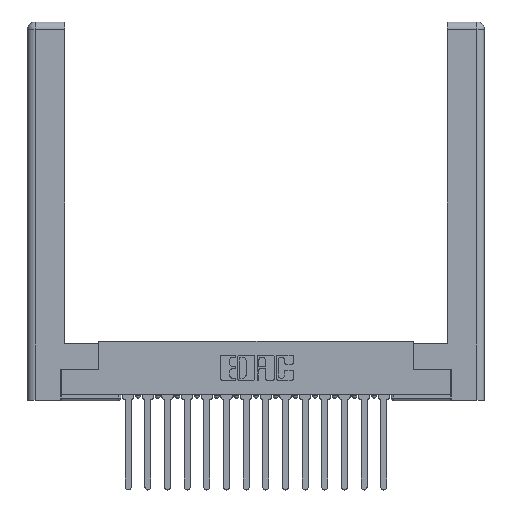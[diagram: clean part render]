
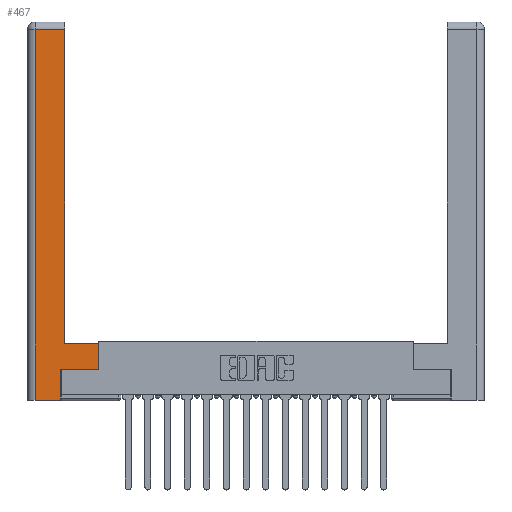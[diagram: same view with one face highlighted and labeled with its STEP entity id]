
A CAD part, top view. The second image highlights one B-rep face of the part: STEP entity #467.
In plain terms, the highlighted planar face has unit normal (0, 0, 1).
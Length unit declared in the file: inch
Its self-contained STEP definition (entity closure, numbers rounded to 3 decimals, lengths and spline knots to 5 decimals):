
#467 = ADVANCED_FACE ( 'NONE', ( #11518 ), #16761, .F. ) ;
#869 = VECTOR ( 'NONE', #6979, 39.37008 ) ;
#1947 = ORIENTED_EDGE ( 'NONE', *, *, #3732, .T. ) ;
#1980 = EDGE_CURVE ( 'NONE', #14034, #2905, #16359, .T. ) ;
#1988 = CARTESIAN_POINT ( 'NONE',  ( 0.265, 0., 0. ) ) ;
#2629 = CARTESIAN_POINT ( 'NONE',  ( 0.295, 0.45, 0. ) ) ;
#2634 = ORIENTED_EDGE ( 'NONE', *, *, #1980, .T. ) ;
#2845 = LINE ( 'NONE', #4206, #5725 ) ;
#2905 = VERTEX_POINT ( 'NONE', #3092 ) ;
#3092 = CARTESIAN_POINT ( 'NONE',  ( 0.265, 0., 0. ) ) ;
#3171 = CARTESIAN_POINT ( 'NONE',  ( 0.265, 0.245, 0. ) ) ;
#3732 = EDGE_CURVE ( 'NONE', #15119, #11622, #14276, .T. ) ;
#3771 = DIRECTION ( 'NONE',  ( 1., 0., 0. ) ) ;
#4206 = CARTESIAN_POINT ( 'NONE',  ( 0.565, 0.45, 0. ) ) ;
#4249 = ORIENTED_EDGE ( 'NONE', *, *, #9342, .T. ) ;
#4564 = LINE ( 'NONE', #11164, #12198 ) ;
#5062 = DIRECTION ( 'NONE',  ( 1., 0., 0. ) ) ;
#5183 = VECTOR ( 'NONE', #5062, 39.37008 ) ;
#5247 = DIRECTION ( 'NONE',  ( 0., 0., -1. ) ) ;
#5693 = VECTOR ( 'NONE', #3771, 39.37008 ) ;
#5725 = VECTOR ( 'NONE', #14151, 39.37008 ) ;
#5801 = CARTESIAN_POINT ( 'NONE',  ( 0.295, 0.45, 0. ) ) ;
#6353 = CARTESIAN_POINT ( 'NONE',  ( 0.295, 2.94, 0. ) ) ;
#6545 = CARTESIAN_POINT ( 'NONE',  ( 0.565, 0.245, 0. ) ) ;
#6966 = DIRECTION ( 'NONE',  ( -1., 0., 0. ) ) ;
#6979 = DIRECTION ( 'NONE',  ( -1., 0., 0. ) ) ;
#7373 = VECTOR ( 'NONE', #12539, 39.37008 ) ;
#7586 = CARTESIAN_POINT ( 'NONE',  ( 0.565, 0.45, 0. ) ) ;
#9128 = DIRECTION ( 'NONE',  ( 0., 1., 0. ) ) ;
#9310 = VECTOR ( 'NONE', #9128, 39.37008 ) ;
#9342 = EDGE_CURVE ( 'NONE', #10572, #10491, #4564, .T. ) ;
#9476 = LINE ( 'NONE', #14337, #15054 ) ;
#9666 = CARTESIAN_POINT ( 'NONE',  ( 0., 0., 0. ) ) ;
#10269 = EDGE_CURVE ( 'NONE', #10491, #14034, #9476, .T. ) ;
#10308 = CARTESIAN_POINT ( 'NONE',  ( 0.0615, 0., 0. ) ) ;
#10491 = VERTEX_POINT ( 'NONE', #11925 ) ;
#10572 = VERTEX_POINT ( 'NONE', #6353 ) ;
#11124 = CARTESIAN_POINT ( 'NONE',  ( 0.295, 3., 0. ) ) ;
#11164 = CARTESIAN_POINT ( 'NONE',  ( 0.0615, 2.94, 0. ) ) ;
#11518 = FACE_OUTER_BOUND ( 'NONE', #13983, .T. ) ;
#11561 = CARTESIAN_POINT ( 'NONE',  ( 0.265, 0.245, 0. ) ) ;
#11622 = VERTEX_POINT ( 'NONE', #5801 ) ;
#11674 = CARTESIAN_POINT ( 'NONE',  ( 0.565, 0.245, 0. ) ) ;
#11755 = LINE ( 'NONE', #6545, #5693 ) ;
#11925 = CARTESIAN_POINT ( 'NONE',  ( 0.0615, 2.94, 0. ) ) ;
#12007 = ORIENTED_EDGE ( 'NONE', *, *, #16306, .T. ) ;
#12198 = VECTOR ( 'NONE', #6966, 39.37008 ) ;
#12236 = VERTEX_POINT ( 'NONE', #11674 ) ;
#12273 = VERTEX_POINT ( 'NONE', #11561 ) ;
#12409 = DIRECTION ( 'NONE',  ( -1., 0., 0. ) ) ;
#12539 = DIRECTION ( 'NONE',  ( 0., 1., 0. ) ) ;
#13215 = ORIENTED_EDGE ( 'NONE', *, *, #17143, .T. ) ;
#13983 = EDGE_LOOP ( 'NONE', ( #16281, #4249, #15425, #2634, #13215, #15732, #12007, #1947 ) ) ;
#14034 = VERTEX_POINT ( 'NONE', #10308 ) ;
#14151 = DIRECTION ( 'NONE',  ( 0., 1., 0. ) ) ;
#14276 = LINE ( 'NONE', #2629, #869 ) ;
#14337 = CARTESIAN_POINT ( 'NONE',  ( 0.0615, 0., 0. ) ) ;
#14776 = EDGE_CURVE ( 'NONE', #11622, #10572, #17399, .T. ) ;
#15054 = VECTOR ( 'NONE', #15702, 39.37008 ) ;
#15119 = VERTEX_POINT ( 'NONE', #7586 ) ;
#15425 = ORIENTED_EDGE ( 'NONE', *, *, #10269, .T. ) ;
#15702 = DIRECTION ( 'NONE',  ( 0., -1., 0. ) ) ;
#15732 = ORIENTED_EDGE ( 'NONE', *, *, #17845, .T. ) ;
#16281 = ORIENTED_EDGE ( 'NONE', *, *, #14776, .T. ) ;
#16306 = EDGE_CURVE ( 'NONE', #12236, #15119, #2845, .T. ) ;
#16359 = LINE ( 'NONE', #1988, #5183 ) ;
#16761 = PLANE ( 'NONE',  #17531 ) ;
#17143 = EDGE_CURVE ( 'NONE', #2905, #12273, #18254, .T. ) ;
#17399 = LINE ( 'NONE', #11124, #7373 ) ;
#17531 = AXIS2_PLACEMENT_3D ( 'NONE', #9666, #5247, #12409 ) ;
#17845 = EDGE_CURVE ( 'NONE', #12273, #12236, #11755, .T. ) ;
#18254 = LINE ( 'NONE', #3171, #9310 ) ;
